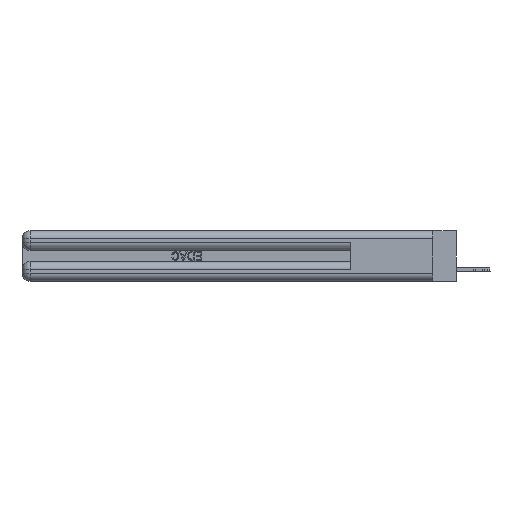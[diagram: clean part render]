
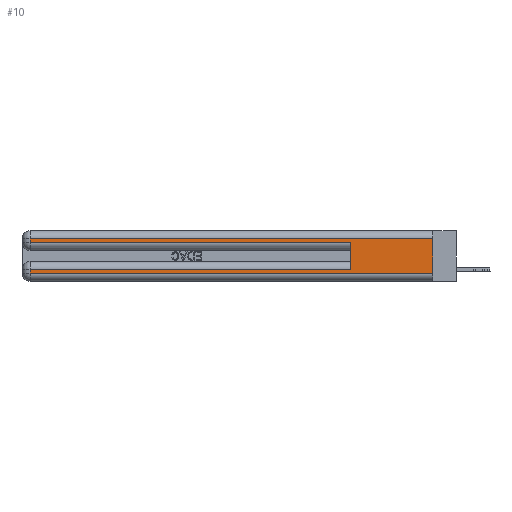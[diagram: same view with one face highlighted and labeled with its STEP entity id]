
A CAD part, left-side view. The second image highlights one B-rep face of the part: STEP entity #10.
In plain terms, the highlighted planar face has unit normal (-1, 0, 0).
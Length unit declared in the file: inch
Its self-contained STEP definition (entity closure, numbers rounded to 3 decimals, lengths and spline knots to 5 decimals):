
#10 = ADVANCED_FACE ( 'NONE', ( #25014 ), #44623, .F. ) ;
#39 = LINE ( 'NONE', #28882, #16885 ) ;
#555 = VERTEX_POINT ( 'NONE', #42772 ) ;
#2100 = CARTESIAN_POINT ( 'NONE',  ( 0., 0., 0.06 ) ) ;
#3539 = VERTEX_POINT ( 'NONE', #13824 ) ;
#3588 = CARTESIAN_POINT ( 'NONE',  ( 0., 0.6, 0.145 ) ) ;
#3768 = VECTOR ( 'NONE', #42056, 39.37008 ) ;
#4050 = CARTESIAN_POINT ( 'NONE',  ( 0., 0., 0.37 ) ) ;
#5028 = CARTESIAN_POINT ( 'NONE',  ( 0., 0., 0.085 ) ) ;
#5526 = DIRECTION ( 'NONE',  ( 0., -1., 0. ) ) ;
#6642 = CARTESIAN_POINT ( 'NONE',  ( 0., 2.94, 0.085 ) ) ;
#7319 = VERTEX_POINT ( 'NONE', #34806 ) ;
#8418 = EDGE_CURVE ( 'NONE', #3539, #17047, #20585, .T. ) ;
#9665 = LINE ( 'NONE', #33105, #18324 ) ;
#10373 = DIRECTION ( 'NONE',  ( 0., 0., -1. ) ) ;
#10495 = CARTESIAN_POINT ( 'NONE',  ( 0., 0., 0.06 ) ) ;
#10999 = VERTEX_POINT ( 'NONE', #44620 ) ;
#11085 = ORIENTED_EDGE ( 'NONE', *, *, #41774, .T. ) ;
#11817 = DIRECTION ( 'NONE',  ( 0., 0., -1. ) ) ;
#11877 = ORIENTED_EDGE ( 'NONE', *, *, #46242, .F. ) ;
#11886 = ORIENTED_EDGE ( 'NONE', *, *, #28500, .F. ) ;
#13204 = ORIENTED_EDGE ( 'NONE', *, *, #45313, .T. ) ;
#13321 = EDGE_CURVE ( 'NONE', #10999, #39933, #39, .T. ) ;
#13824 = CARTESIAN_POINT ( 'NONE',  ( 0., 0.6, 0.085 ) ) ;
#14640 = EDGE_LOOP ( 'NONE', ( #11886, #13204, #21939, #11085, #11877, #15312, #35958, #43684 ) ) ;
#15312 = ORIENTED_EDGE ( 'NONE', *, *, #8418, .T. ) ;
#16111 = LINE ( 'NONE', #2100, #36391 ) ;
#16885 = VECTOR ( 'NONE', #10373, 39.37008 ) ;
#17047 = VERTEX_POINT ( 'NONE', #6642 ) ;
#17703 = DIRECTION ( 'NONE',  ( 0., -1., 0. ) ) ;
#18324 = VECTOR ( 'NONE', #17703, 39.37008 ) ;
#20585 = LINE ( 'NONE', #5028, #3768 ) ;
#21058 = LINE ( 'NONE', #23523, #25127 ) ;
#21693 = VERTEX_POINT ( 'NONE', #10495 ) ;
#21939 = ORIENTED_EDGE ( 'NONE', *, *, #13321, .T. ) ;
#22615 = CARTESIAN_POINT ( 'NONE',  ( 0., 0., 0.31 ) ) ;
#23523 = CARTESIAN_POINT ( 'NONE',  ( 0., 2.94, 0.37 ) ) ;
#24345 = VECTOR ( 'NONE', #37064, 39.37008 ) ;
#25014 = FACE_OUTER_BOUND ( 'NONE', #14640, .T. ) ;
#25127 = VECTOR ( 'NONE', #11817, 39.37008 ) ;
#25997 = VECTOR ( 'NONE', #46749, 39.37008 ) ;
#27338 = CARTESIAN_POINT ( 'NONE',  ( 0., 2.94, 0.06 ) ) ;
#28500 = EDGE_CURVE ( 'NONE', #7319, #21693, #39277, .T. ) ;
#28882 = CARTESIAN_POINT ( 'NONE',  ( 0., 2.94, 0.37 ) ) ;
#29964 = DIRECTION ( 'NONE',  ( 1., 0., 0. ) ) ;
#30743 = CARTESIAN_POINT ( 'NONE',  ( 0., 2.94, 0.285 ) ) ;
#33105 = CARTESIAN_POINT ( 'NONE',  ( 0., 0., 0.285 ) ) ;
#34806 = CARTESIAN_POINT ( 'NONE',  ( 0., 0., 0.31 ) ) ;
#35551 = AXIS2_PLACEMENT_3D ( 'NONE', #4050, #29964, #44782 ) ;
#35958 = ORIENTED_EDGE ( 'NONE', *, *, #44221, .T. ) ;
#36391 = VECTOR ( 'NONE', #5526, 39.37008 ) ;
#36476 = LINE ( 'NONE', #3588, #24345 ) ;
#37064 = DIRECTION ( 'NONE',  ( 0., 0., 1. ) ) ;
#39277 = LINE ( 'NONE', #39635, #25997 ) ;
#39635 = CARTESIAN_POINT ( 'NONE',  ( 0., 0., 0.37 ) ) ;
#39933 = VERTEX_POINT ( 'NONE', #30743 ) ;
#40642 = EDGE_CURVE ( 'NONE', #42662, #21693, #16111, .T. ) ;
#41774 = EDGE_CURVE ( 'NONE', #39933, #555, #9665, .T. ) ;
#42056 = DIRECTION ( 'NONE',  ( 0., 1., 0. ) ) ;
#42662 = VERTEX_POINT ( 'NONE', #27338 ) ;
#42772 = CARTESIAN_POINT ( 'NONE',  ( 0., 0.6, 0.285 ) ) ;
#43684 = ORIENTED_EDGE ( 'NONE', *, *, #40642, .T. ) ;
#44221 = EDGE_CURVE ( 'NONE', #17047, #42662, #21058, .T. ) ;
#44620 = CARTESIAN_POINT ( 'NONE',  ( 0., 2.94, 0.31 ) ) ;
#44623 = PLANE ( 'NONE',  #35551 ) ;
#44782 = DIRECTION ( 'NONE',  ( 0., 0., -1. ) ) ;
#45034 = DIRECTION ( 'NONE',  ( 0., 1., 0. ) ) ;
#45161 = VECTOR ( 'NONE', #45034, 39.37008 ) ;
#45313 = EDGE_CURVE ( 'NONE', #7319, #10999, #47551, .T. ) ;
#46242 = EDGE_CURVE ( 'NONE', #3539, #555, #36476, .T. ) ;
#46749 = DIRECTION ( 'NONE',  ( 0., 0., -1. ) ) ;
#47551 = LINE ( 'NONE', #22615, #45161 ) ;
